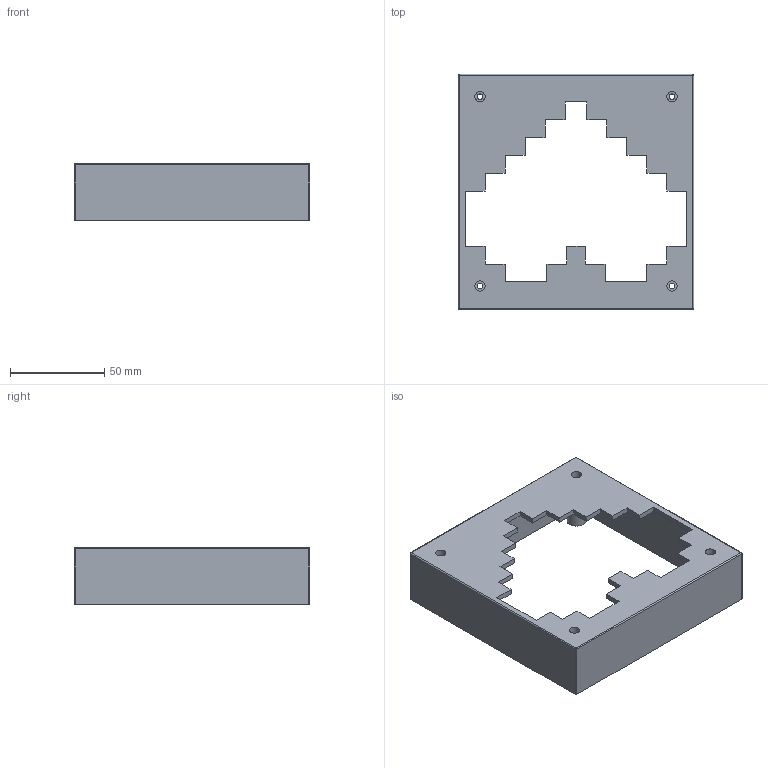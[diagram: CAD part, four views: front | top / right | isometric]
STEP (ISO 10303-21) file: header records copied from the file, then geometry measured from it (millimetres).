
FILE_DESCRIPTION(/* description */ ('','CAx-IF Rec.Pracs.---Representation and Presentation of Product Manufacturing Information (PMI)---4.0---2014-10-13'),/* implementation_level */ '2;1');
FILE_NAME(/* name */ 'Box Top.step',/* time_stamp */ '2025-02-25T01:06:34+01:00',/* author */ (''),/* organization */ (''),/* preprocessor_version */ 'ST-DEVELOPER v20',/* originating_system */ 'Autodesk Translation Framework v13.20.0.188',/* authorisation */ '');
FILE_SCHEMA (('AP242_MANAGED_MODEL_BASED_3D_ENGINEERING_MIM_LF { 1 0 10303 442 1 1 4 }'));
Length unit declared in the file: millimetre
Products named in the file (1): BoxTop
Bounding box: 125 x 125 x 30 mm (x, y, z)
Volume: 77038.8 mm3; surface area: 50343.1 mm2
Topology: 1 solids, 1 shells, 83 faces, 204 edges, 132 vertices
Faces by surface type: plane 59, cylinder 20, sphere 4
Full cylindrical faces by diameter (mm): 2.95 x4, 5.45 x4, 10 x4
Entity records: 2482 total; most frequent: CARTESIAN_POINT 420, DIRECTION 412, ORIENTED_EDGE 408, EDGE_CURVE 204, LINE 164, VECTOR 164, VERTEX_POINT 132, AXIS2_PLACEMENT_3D 124
